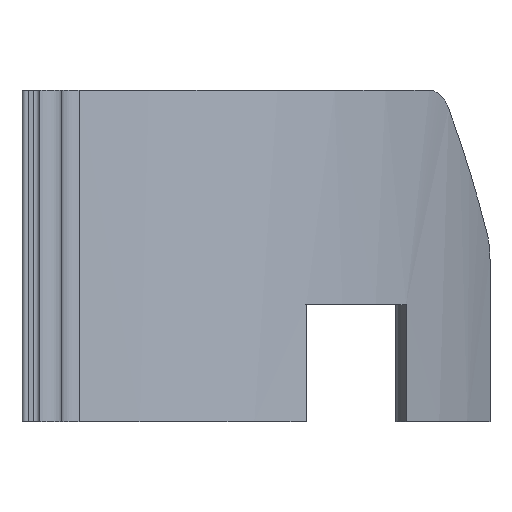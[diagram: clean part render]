
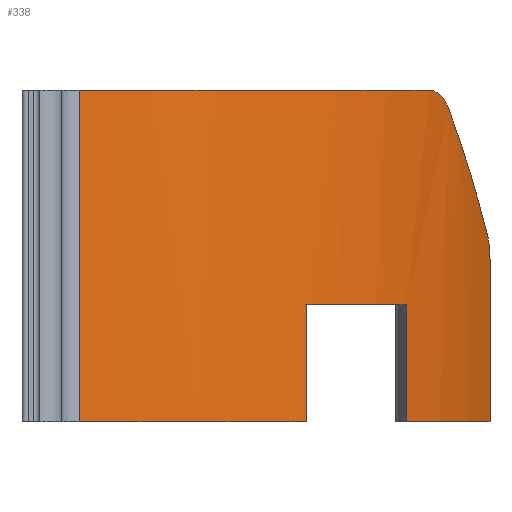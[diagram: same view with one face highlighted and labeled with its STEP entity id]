
A CAD part, left-side view. The second image highlights one B-rep face of the part: STEP entity #338.
In plain terms, the highlighted cylindrical face has radius 127 mm (diameter 254 mm), a partial arc.
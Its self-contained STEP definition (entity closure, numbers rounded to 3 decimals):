
#144 = VERTEX_POINT('',#145);
#145 = CARTESIAN_POINT('',(-124.213,-26.458,75.));
#152 = EDGE_CURVE('',#144,#153,#155,.T.);
#153 = VERTEX_POINT('',#154);
#154 = CARTESIAN_POINT('',(-70.523,-105.619,75.));
#155 = CIRCLE('',#156,127.);
#156 = AXIS2_PLACEMENT_3D('',#157,#158,#159);
#157 = CARTESIAN_POINT('',(0.,0.,75.));
#158 = DIRECTION('',(0.,0.,1.));
#159 = DIRECTION('',(1.,0.,0.));
#285 = VERTEX_POINT('',#286);
#286 = CARTESIAN_POINT('',(-63.461,-110.008,
    70.812));
#292 = EDGE_CURVE('',#153,#285,#293,.T.);
#293 = B_SPLINE_CURVE_WITH_KNOTS('',7,(#294,#295,#296,#297,#298,#299,
    #300,#301,#302,#303,#304,#305,#306,#307),.UNSPECIFIED.,.F.,.F.,(8,6,
    8),(0.,0.471,1.),.UNSPECIFIED.);
#294 = CARTESIAN_POINT('',(-70.523,-105.619,75.));
#295 = CARTESIAN_POINT('',(-69.93,-106.015,75.));
#296 = CARTESIAN_POINT('',(-69.333,-106.408,
    74.944));
#297 = CARTESIAN_POINT('',(-68.742,-106.792,
    74.831));
#298 = CARTESIAN_POINT('',(-68.165,-107.161,
    74.665));
#299 = CARTESIAN_POINT('',(-67.608,-107.512,
    74.448));
#300 = CARTESIAN_POINT('',(-67.077,-107.843,
    74.188));
#301 = CARTESIAN_POINT('',(-66.012,-108.498,
    73.558));
#302 = CARTESIAN_POINT('',(-65.486,-108.818,
    73.178));
#303 = CARTESIAN_POINT('',(-64.999,-109.109,
    72.758));
#304 = CARTESIAN_POINT('',(-64.554,-109.372,
    72.306));
#305 = CARTESIAN_POINT('',(-64.149,-109.609,
    71.828));
#306 = CARTESIAN_POINT('',(-63.785,-109.821,
    71.329));
#307 = CARTESIAN_POINT('',(-63.461,-110.008,
    70.812));
#338 = ADVANCED_FACE('',(#339),#423,.T.);
#339 = FACE_BOUND('',#340,.F.);
#340 = EDGE_LOOP('',(#341,#351,#360,#368,#377,#385,#394,#400,#401,#402,
    #411));
#341 = ORIENTED_EDGE('',*,*,#342,.F.);
#342 = EDGE_CURVE('',#343,#345,#347,.T.);
#343 = VERTEX_POINT('',#344);
#344 = CARTESIAN_POINT('',(-43.437,-119.341,0.));
#345 = VERTEX_POINT('',#346);
#346 = CARTESIAN_POINT('',(-43.437,-119.341,
    36.795));
#347 = LINE('',#348,#349);
#348 = CARTESIAN_POINT('',(-43.437,-119.341,0.));
#349 = VECTOR('',#350,1.);
#350 = DIRECTION('',(0.,0.,1.));
#351 = ORIENTED_EDGE('',*,*,#352,.F.);
#352 = EDGE_CURVE('',#353,#343,#355,.T.);
#353 = VERTEX_POINT('',#354);
#354 = CARTESIAN_POINT('',(-77.817,-100.367,0.));
#355 = CIRCLE('',#356,127.);
#356 = AXIS2_PLACEMENT_3D('',#357,#358,#359);
#357 = CARTESIAN_POINT('',(0.,0.,0.));
#358 = DIRECTION('',(0.,0.,1.));
#359 = DIRECTION('',(1.,0.,0.));
#360 = ORIENTED_EDGE('',*,*,#361,.F.);
#361 = EDGE_CURVE('',#362,#353,#364,.T.);
#362 = VERTEX_POINT('',#363);
#363 = CARTESIAN_POINT('',(-77.817,-100.367,26.5));
#364 = LINE('',#365,#366);
#365 = CARTESIAN_POINT('',(-77.817,-100.367,0.));
#366 = VECTOR('',#367,1.);
#367 = DIRECTION('',(-0.,-0.,-1.));
#368 = ORIENTED_EDGE('',*,*,#369,.T.);
#369 = EDGE_CURVE('',#362,#370,#372,.T.);
#370 = VERTEX_POINT('',#371);
#371 = CARTESIAN_POINT('',(-100.367,-77.817,26.5));
#372 = CIRCLE('',#373,127.);
#373 = AXIS2_PLACEMENT_3D('',#374,#375,#376);
#374 = CARTESIAN_POINT('',(0.,0.,26.5));
#375 = DIRECTION('',(0.,0.,-1.));
#376 = DIRECTION('',(1.,0.,0.));
#377 = ORIENTED_EDGE('',*,*,#378,.T.);
#378 = EDGE_CURVE('',#370,#379,#381,.T.);
#379 = VERTEX_POINT('',#380);
#380 = CARTESIAN_POINT('',(-100.367,-77.817,0.));
#381 = LINE('',#382,#383);
#382 = CARTESIAN_POINT('',(-100.367,-77.817,0.));
#383 = VECTOR('',#384,1.);
#384 = DIRECTION('',(-0.,-0.,-1.));
#385 = ORIENTED_EDGE('',*,*,#386,.F.);
#386 = EDGE_CURVE('',#387,#379,#389,.T.);
#387 = VERTEX_POINT('',#388);
#388 = CARTESIAN_POINT('',(-124.213,-26.458,0.));
#389 = CIRCLE('',#390,127.);
#390 = AXIS2_PLACEMENT_3D('',#391,#392,#393);
#391 = CARTESIAN_POINT('',(0.,0.,0.));
#392 = DIRECTION('',(0.,0.,1.));
#393 = DIRECTION('',(1.,0.,0.));
#394 = ORIENTED_EDGE('',*,*,#395,.T.);
#395 = EDGE_CURVE('',#387,#144,#396,.T.);
#396 = LINE('',#397,#398);
#397 = CARTESIAN_POINT('',(-124.213,-26.458,0.));
#398 = VECTOR('',#399,1.);
#399 = DIRECTION('',(0.,0.,1.));
#400 = ORIENTED_EDGE('',*,*,#152,.T.);
#401 = ORIENTED_EDGE('',*,*,#292,.T.);
#402 = ORIENTED_EDGE('',*,*,#403,.T.);
#403 = EDGE_CURVE('',#285,#404,#406,.T.);
#404 = VERTEX_POINT('',#405);
#405 = CARTESIAN_POINT('',(-45.182,-118.691,
    42.608));
#406 = ELLIPSE('',#407,218.499,127.);
#407 = AXIS2_PLACEMENT_3D('',#408,#409,#410);
#408 = CARTESIAN_POINT('',(0.,0.,40.));
#409 = DIRECTION('',(0.765,-0.278,0.581));
#410 = DIRECTION('',(0.546,-0.199,-0.814));
#411 = ORIENTED_EDGE('',*,*,#412,.T.);
#412 = EDGE_CURVE('',#404,#345,#413,.T.);
#413 = B_SPLINE_CURVE_WITH_KNOTS('',8,(#414,#415,#416,#417,#418,#419,
    #420,#421,#422),.UNSPECIFIED.,.F.,.F.,(9,9),(0.,1.),
  .PIECEWISE_BEZIER_KNOTS.);
#414 = CARTESIAN_POINT('',(-45.182,-118.691,
    42.608));
#415 = CARTESIAN_POINT('',(-44.734,-118.862,
    41.937));
#416 = CARTESIAN_POINT('',(-44.357,-119.003,
    41.239));
#417 = CARTESIAN_POINT('',(-44.047,-119.118,
    40.522));
#418 = CARTESIAN_POINT('',(-43.801,-119.208,
    39.789));
#419 = CARTESIAN_POINT('',(-43.619,-119.275,
    39.047));
#420 = CARTESIAN_POINT('',(-43.497,-119.319,
    38.299));
#421 = CARTESIAN_POINT('',(-43.437,-119.341,
    37.547));
#422 = CARTESIAN_POINT('',(-43.437,-119.341,
    36.795));
#423 = CYLINDRICAL_SURFACE('',#424,127.);
#424 = AXIS2_PLACEMENT_3D('',#425,#426,#427);
#425 = CARTESIAN_POINT('',(0.,0.,0.));
#426 = DIRECTION('',(-0.,-0.,-1.));
#427 = DIRECTION('',(1.,0.,0.));
